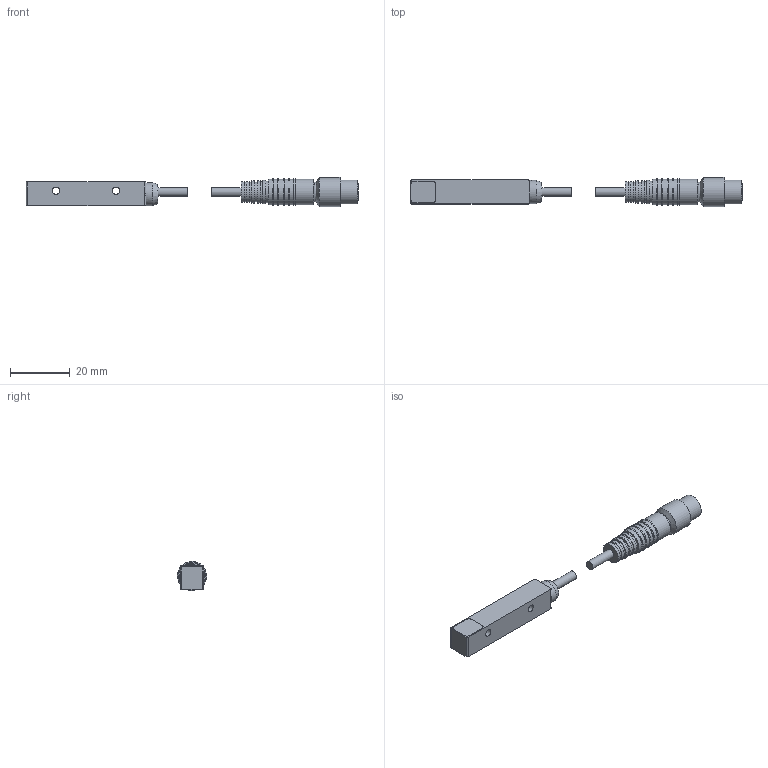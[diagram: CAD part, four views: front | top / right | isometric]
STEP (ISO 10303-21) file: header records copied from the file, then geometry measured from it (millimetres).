
FILE_DESCRIPTION (( 'STEP AP214' ), '1' );
FILE_NAME ('F16RP-DP-1F.STEP', '2021-01-06T13:47:38', ( '' ), ( '' ), 'SwSTEP 2.0', 'SolidWorks 2019', '' );
FILE_SCHEMA (( 'AUTOMOTIVE_DESIGN' ));
Length unit declared in the file: inch
Products named in the file (3): F16RP-DP-1F_2; F16RP-DP-1F_1; F16RP-DP-1F
Assembly tree (2 placements, depth 2):
  F16RP-DP-1F
    F16RP-DP-1F_1
    F16RP-DP-1F_2
Bounding box: 110.7 x 9.68 x 9.68 mm (x, y, z)
Volume: 4805.4 mm3; surface area: 3236.8 mm2
Topology: 2 solids, 2 shells, 102 faces, 198 edges, 129 vertices
Faces by surface type: plane 50, cylinder 45, cone 4, torus 3
Full cylindrical faces by diameter (mm): 1 x3, 2.459 x2, 3 x2, 5.8 x1, 6.5 x4, 7 x3, 7.2 x1, 7.5 x2, 7.7 x1, 7.8 x1, 8 x1, 8.5 x6, 9 x5, 9.7 x1
Entity records: 3833 total; most frequent: DIRECTION 465, CARTESIAN_POINT 382, ORIENTED_EDGE 304, AXIS2_PLACEMENT_3D 206, EDGE_LOOP 175, EDGE_CURVE 152, FACE_OUTER_BOUND 138, VERTEX_POINT 123
